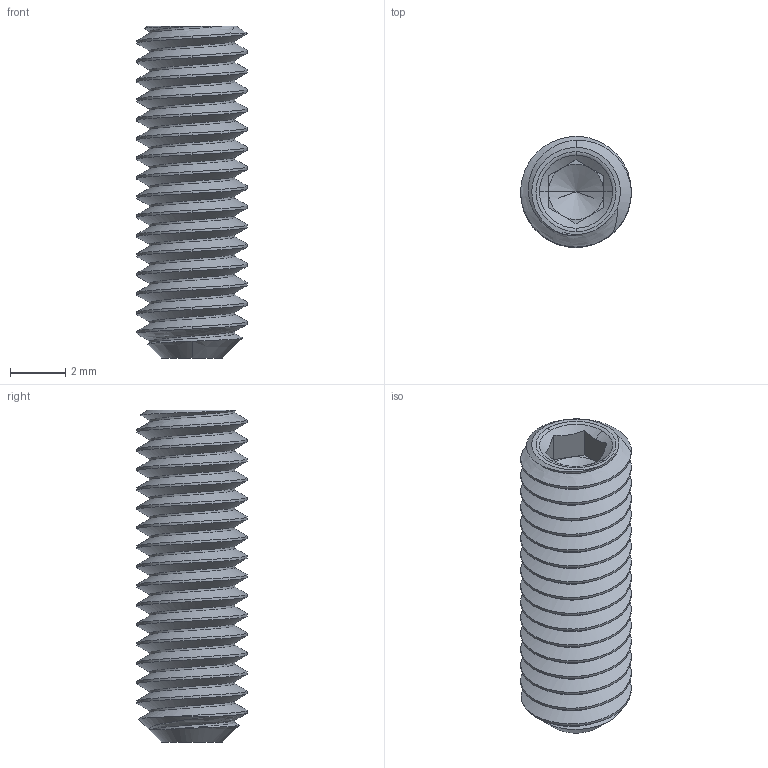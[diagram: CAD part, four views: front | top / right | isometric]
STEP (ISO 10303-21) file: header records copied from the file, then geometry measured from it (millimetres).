
FILE_DESCRIPTION (( 'STEP AP203' ), '1' );
FILE_NAME ('92015A115.step', '2013-07-12T16:58:58', ( 'Admin' ), ( 'Microsoft' ), 'SwSTEP 2.0', 'SolidWorks 2012', '' );
FILE_SCHEMA (( 'CONFIG_CONTROL_DESIGN' ));
Length unit declared in the file: millimetre
Products named in the file (1): 92015A115
Bounding box: 4 x 4 x 12 mm (x, y, z)
Volume: 110.7 mm3; surface area: 249.4 mm2
Topology: 1 solids, 1 shells, 60 faces, 167 edges, 106 vertices
Faces by surface type: cylinder 32, plane 13, cone 10, bspline 3, torus 2
Entity records: 3956 total; most frequent: CARTESIAN_POINT 2594, ORIENTED_EDGE 326, DIRECTION 214, EDGE_CURVE 163, VERTEX_POINT 106, AXIS2_PLACEMENT_3D 78, EDGE_LOOP 61, ADVANCED_FACE 60
